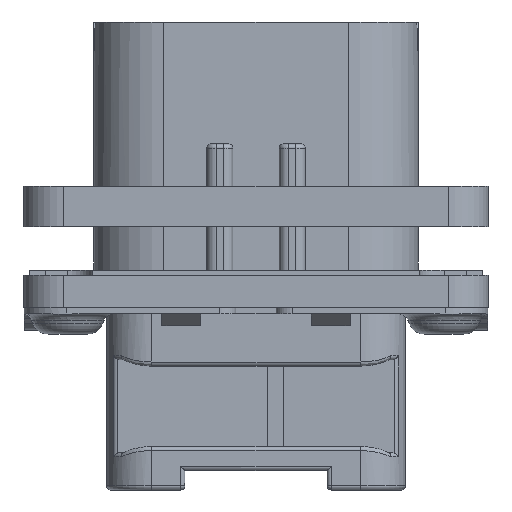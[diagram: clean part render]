
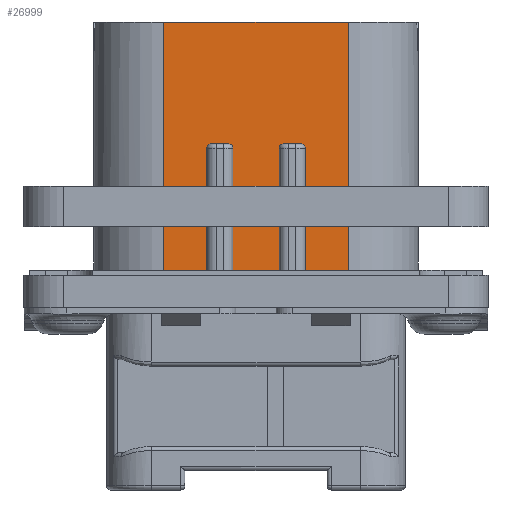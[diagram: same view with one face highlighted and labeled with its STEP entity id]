
A CAD part, front view. The second image highlights one B-rep face of the part: STEP entity #26999.
In plain terms, the highlighted planar face has unit normal (0, -1, 0).
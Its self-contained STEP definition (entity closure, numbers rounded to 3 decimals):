
#1218=DIRECTION('',(1.,0.,0.));
#1219=VECTOR('',#1218,11.4);
#1220=CARTESIAN_POINT('',(-5.7,-9.,17.67));
#1221=LINE('',#1220,#1219);
#1441=DIRECTION('',(0.,0.,1.));
#1442=VECTOR('',#1441,7.87);
#1443=CARTESIAN_POINT('',(-1.44,-9.,2.));
#1444=LINE('',#1443,#1442);
#1445=DIRECTION('',(-1.,0.,0.));
#1446=VECTOR('',#1445,1.1);
#1447=CARTESIAN_POINT('',(-1.69,-9.,10.12));
#1448=LINE('',#1447,#1446);
#1449=DIRECTION('',(0.,0.,1.));
#1450=VECTOR('',#1449,7.87);
#1451=CARTESIAN_POINT('',(-3.04,-9.,2.));
#1452=LINE('',#1451,#1450);
#1453=DIRECTION('',(0.,0.,-1.));
#1454=VECTOR('',#1453,15.67);
#1455=CARTESIAN_POINT('',(-5.7,-9.,17.67));
#1456=LINE('',#1455,#1454);
#1457=DIRECTION('',(0.,0.,-1.));
#1458=VECTOR('',#1457,15.67);
#1459=CARTESIAN_POINT('',(5.7,-9.,17.67));
#1460=LINE('',#1459,#1458);
#1461=DIRECTION('',(0.,0.,1.));
#1462=VECTOR('',#1461,7.87);
#1463=CARTESIAN_POINT('',(3.04,-9.,2.));
#1464=LINE('',#1463,#1462);
#1465=DIRECTION('',(-1.,0.,0.));
#1466=VECTOR('',#1465,1.1);
#1467=CARTESIAN_POINT('',(2.79,-9.,10.12));
#1468=LINE('',#1467,#1466);
#1469=DIRECTION('',(0.,0.,1.));
#1470=VECTOR('',#1469,7.87);
#1471=CARTESIAN_POINT('',(1.44,-9.,2.));
#1472=LINE('',#1471,#1470);
#1486=CARTESIAN_POINT('',(-1.69,-9.,9.87));
#1487=DIRECTION('',(0.,1.,0.));
#1488=DIRECTION('',(0.,0.,1.));
#1489=AXIS2_PLACEMENT_3D('',#1486,#1487,#1488);
#1569=DIRECTION('',(1.,0.,0.));
#1570=VECTOR('',#1569,2.88);
#1571=CARTESIAN_POINT('',(-1.44,-9.,2.));
#1572=LINE('',#1571,#1570);
#1585=CARTESIAN_POINT('',(1.69,-9.,9.87));
#1586=DIRECTION('',(0.,1.,0.));
#1587=DIRECTION('',(-1.,0.,0.));
#1588=AXIS2_PLACEMENT_3D('',#1585,#1586,#1587);
#1617=CARTESIAN_POINT('',(2.79,-9.,9.87));
#1618=DIRECTION('',(0.,1.,0.));
#1619=DIRECTION('',(0.,0.,1.));
#1620=AXIS2_PLACEMENT_3D('',#1617,#1618,#1619);
#1661=DIRECTION('',(1.,0.,0.));
#1662=VECTOR('',#1661,2.66);
#1663=CARTESIAN_POINT('',(3.04,-9.,2.));
#1664=LINE('',#1663,#1662);
#1866=DIRECTION('',(1.,0.,0.));
#1867=VECTOR('',#1866,2.66);
#1868=CARTESIAN_POINT('',(-5.7,-9.,2.));
#1869=LINE('',#1868,#1867);
#8082=CARTESIAN_POINT('',(-2.79,-9.,9.87));
#8083=DIRECTION('',(0.,1.,0.));
#8084=DIRECTION('',(-1.,0.,0.));
#8085=AXIS2_PLACEMENT_3D('',#8082,#8083,#8084);
#21519=CARTESIAN_POINT('',(-5.7,-9.,17.67));
#21520=CARTESIAN_POINT('',(-5.7,-9.,2.));
#21521=VERTEX_POINT('',#21519);
#21522=VERTEX_POINT('',#21520);
#21523=CARTESIAN_POINT('',(5.7,-9.,17.67));
#21524=CARTESIAN_POINT('',(5.7,-9.,2.));
#21525=VERTEX_POINT('',#21523);
#21526=VERTEX_POINT('',#21524);
#23500=CARTESIAN_POINT('',(-3.04,-9.,2.));
#23501=VERTEX_POINT('',#23500);
#23502=CARTESIAN_POINT('',(-1.44,-9.,2.));
#23503=CARTESIAN_POINT('',(1.44,-9.,2.));
#23504=VERTEX_POINT('',#23502);
#23505=VERTEX_POINT('',#23503);
#23506=CARTESIAN_POINT('',(3.04,-9.,2.));
#23507=VERTEX_POINT('',#23506);
#23551=CARTESIAN_POINT('',(-1.44,-9.,9.87));
#23553=VERTEX_POINT('',#23551);
#23555=CARTESIAN_POINT('',(-1.69,-9.,10.12));
#23557=VERTEX_POINT('',#23555);
#23570=CARTESIAN_POINT('',(-2.79,-9.,10.12));
#23571=VERTEX_POINT('',#23570);
#23572=CARTESIAN_POINT('',(-3.04,-9.,9.87));
#23573=VERTEX_POINT('',#23572);
#23575=CARTESIAN_POINT('',(3.04,-9.,9.87));
#23577=VERTEX_POINT('',#23575);
#23579=CARTESIAN_POINT('',(2.79,-9.,10.12));
#23581=VERTEX_POINT('',#23579);
#23594=CARTESIAN_POINT('',(1.69,-9.,10.12));
#23595=VERTEX_POINT('',#23594);
#23596=CARTESIAN_POINT('',(1.44,-9.,9.87));
#23597=VERTEX_POINT('',#23596);
#26962=CARTESIAN_POINT('',(-10.05,-9.,2.));
#26963=DIRECTION('',(0.,-1.,0.));
#26964=DIRECTION('',(1.,0.,0.));
#26965=AXIS2_PLACEMENT_3D('',#26962,#26963,#26964);
#26966=PLANE('',#26965);
#26968=ORIENTED_EDGE('',*,*,#26967,.T.);
#26970=ORIENTED_EDGE('',*,*,#26969,.F.);
#26972=ORIENTED_EDGE('',*,*,#26971,.T.);
#26974=ORIENTED_EDGE('',*,*,#26973,.F.);
#26976=ORIENTED_EDGE('',*,*,#26975,.F.);
#26978=ORIENTED_EDGE('',*,*,#26977,.F.);
#26980=ORIENTED_EDGE('',*,*,#26979,.F.);
#26981=ORIENTED_EDGE('',*,*,#26847,.T.);
#26982=ORIENTED_EDGE('',*,*,#26757,.T.);
#26984=ORIENTED_EDGE('',*,*,#26983,.F.);
#26986=ORIENTED_EDGE('',*,*,#26985,.T.);
#26988=ORIENTED_EDGE('',*,*,#26987,.F.);
#26990=ORIENTED_EDGE('',*,*,#26989,.T.);
#26992=ORIENTED_EDGE('',*,*,#26991,.F.);
#26994=ORIENTED_EDGE('',*,*,#26993,.F.);
#26996=ORIENTED_EDGE('',*,*,#26995,.F.);
#26997=EDGE_LOOP('',(#26968,#26970,#26972,#26974,#26976,#26978,#26980,#26981,
#26982,#26984,#26986,#26988,#26990,#26992,#26994,#26996));
#26998=FACE_OUTER_BOUND('',#26997,.F.);
#26999=ADVANCED_FACE('',(#26998),#26966,.T.);
#1490=CIRCLE('',#1489,0.25);
#1589=CIRCLE('',#1588,0.25);
#1621=CIRCLE('',#1620,0.25);
#8086=CIRCLE('',#8085,0.25);
#26757=EDGE_CURVE('',#21525,#21526,#1460,.T.);
#26847=EDGE_CURVE('',#21521,#21525,#1221,.T.);
#26967=EDGE_CURVE('',#23504,#23553,#1444,.T.);
#26969=EDGE_CURVE('',#23557,#23553,#1490,.T.);
#26971=EDGE_CURVE('',#23557,#23571,#1448,.T.);
#26973=EDGE_CURVE('',#23573,#23571,#8086,.T.);
#26975=EDGE_CURVE('',#23501,#23573,#1452,.T.);
#26977=EDGE_CURVE('',#21522,#23501,#1869,.T.);
#26979=EDGE_CURVE('',#21521,#21522,#1456,.T.);
#26983=EDGE_CURVE('',#23507,#21526,#1664,.T.);
#26985=EDGE_CURVE('',#23507,#23577,#1464,.T.);
#26987=EDGE_CURVE('',#23581,#23577,#1621,.T.);
#26989=EDGE_CURVE('',#23581,#23595,#1468,.T.);
#26991=EDGE_CURVE('',#23597,#23595,#1589,.T.);
#26993=EDGE_CURVE('',#23505,#23597,#1472,.T.);
#26995=EDGE_CURVE('',#23504,#23505,#1572,.T.);
